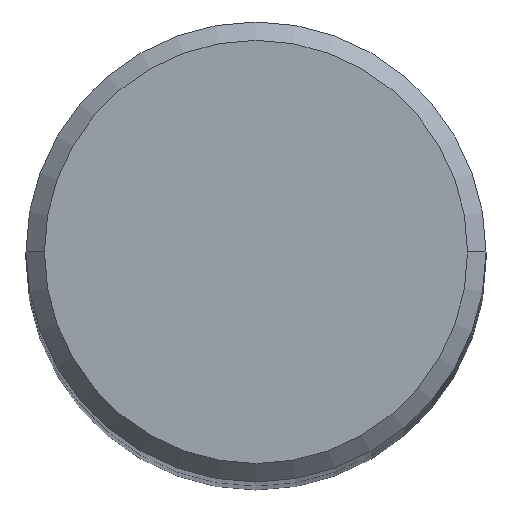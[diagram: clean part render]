
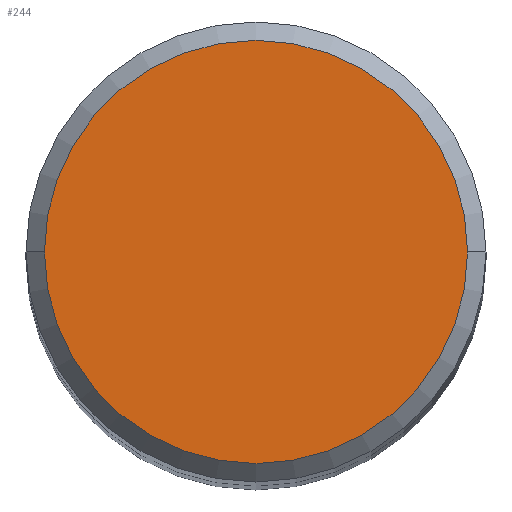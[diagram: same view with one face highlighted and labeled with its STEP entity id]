
A CAD part, top view. The second image highlights one B-rep face of the part: STEP entity #244.
In plain terms, the highlighted planar face has unit normal (0, 0, 1).
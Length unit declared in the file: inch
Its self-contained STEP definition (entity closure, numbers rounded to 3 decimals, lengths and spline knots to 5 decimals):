
#2 = DIRECTION ( 'NONE',  ( 1., 0., 0. ) ) ;
#26 = VERTEX_POINT ( 'NONE', #359 ) ;
#50 = CARTESIAN_POINT ( 'NONE',  ( 0.23, 0., 0. ) ) ;
#53 = CARTESIAN_POINT ( 'NONE',  ( 0., 0., 0. ) ) ;
#63 = ORIENTED_EDGE ( 'NONE', *, *, #253, .T. ) ;
#74 = AXIS2_PLACEMENT_3D ( 'NONE', #221, #249, #2 ) ;
#87 = CARTESIAN_POINT ( 'NONE',  ( 0., 0.23, 0. ) ) ;
#100 = ORIENTED_EDGE ( 'NONE', *, *, #123, .T. ) ;
#123 = EDGE_CURVE ( 'NONE', #26, #130, #141, .T. ) ;
#130 = VERTEX_POINT ( 'NONE', #50 ) ;
#136 = CIRCLE ( 'NONE', #74, 0.23 ) ;
#141 = CIRCLE ( 'NONE', #287, 0.23 ) ;
#158 = DIRECTION ( 'NONE',  ( 0., 0., 1. ) ) ;
#197 = PLANE ( 'NONE',  #328 ) ;
#221 = CARTESIAN_POINT ( 'NONE',  ( 0., 0., 0. ) ) ;
#244 = ADVANCED_FACE ( 'NONE', ( #246 ), #197, .F. ) ;
#246 = FACE_OUTER_BOUND ( 'NONE', #325, .T. ) ;
#249 = DIRECTION ( 'NONE',  ( 0., 0., 1. ) ) ;
#253 = EDGE_CURVE ( 'NONE', #130, #26, #136, .T. ) ;
#287 = AXIS2_PLACEMENT_3D ( 'NONE', #53, #158, #340 ) ;
#325 = EDGE_LOOP ( 'NONE', ( #100, #63 ) ) ;
#328 = AXIS2_PLACEMENT_3D ( 'NONE', #87, #339, #333 ) ;
#333 = DIRECTION ( 'NONE',  ( -1., 0., 0. ) ) ;
#339 = DIRECTION ( 'NONE',  ( 0., 0., -1. ) ) ;
#340 = DIRECTION ( 'NONE',  ( 1., 0., 0. ) ) ;
#359 = CARTESIAN_POINT ( 'NONE',  ( -0.23, 0., 0. ) ) ;
